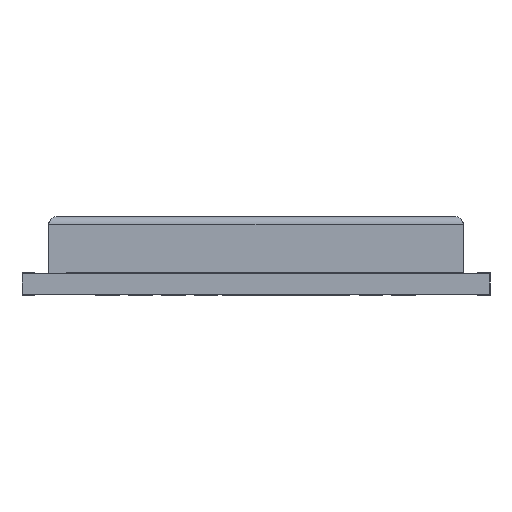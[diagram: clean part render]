
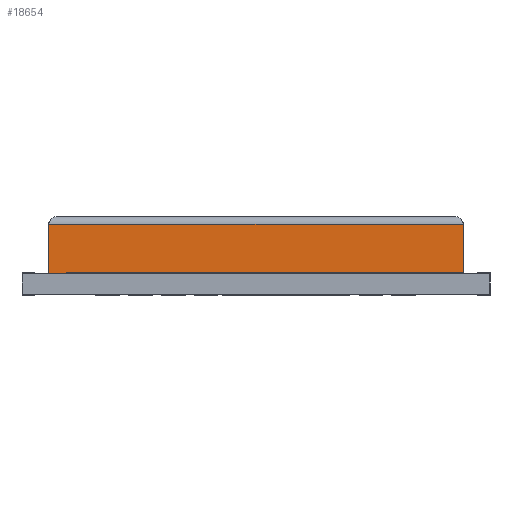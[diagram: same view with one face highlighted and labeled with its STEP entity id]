
A CAD part, front view. The second image highlights one B-rep face of the part: STEP entity #18654.
In plain terms, the highlighted planar face has unit normal (0, -1, 0).
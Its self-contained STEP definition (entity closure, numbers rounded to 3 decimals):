
#697=FACE_OUTER_BOUND('',#1636,.T.);
#1636=EDGE_LOOP('',(#14465,#14466,#14467,#14468,#14469,#14470,#14471,#14472,
#14473,#14474,#14475,#14476));
#2989=LINE('',#26606,#5574);
#2995=LINE('',#26619,#5580);
#3000=LINE('',#26629,#5585);
#3005=LINE('',#26646,#5590);
#3007=LINE('',#26651,#5592);
#3008=LINE('',#26653,#5593);
#3567=LINE('',#27962,#6152);
#3572=LINE('',#27972,#6157);
#3574=LINE('',#27976,#6159);
#3575=LINE('',#27977,#6160);
#3576=LINE('',#27979,#6161);
#3577=LINE('',#27980,#6162);
#5574=VECTOR('',#21704,1.6);
#5580=VECTOR('',#21714,0.035);
#5585=VECTOR('',#21723,0.035);
#5590=VECTOR('',#21744,16.);
#5592=VECTOR('',#21748,0.4);
#5593=VECTOR('',#21749,0.4);
#6152=VECTOR('',#22844,1.9);
#6157=VECTOR('',#22853,1.9);
#6159=VECTOR('',#22857,0.035);
#6160=VECTOR('',#22858,12.9);
#6161=VECTOR('',#22859,0.7);
#6162=VECTOR('',#22860,0.035);
#7836=VERTEX_POINT('',#26603);
#7837=VERTEX_POINT('',#26605);
#7842=VERTEX_POINT('',#26618);
#7845=VERTEX_POINT('',#26628);
#7847=VERTEX_POINT('',#26634);
#7849=VERTEX_POINT('',#26642);
#7850=VERTEX_POINT('',#26648);
#7852=VERTEX_POINT('',#26652);
#8334=VERTEX_POINT('',#27961);
#8337=VERTEX_POINT('',#27971);
#8338=VERTEX_POINT('',#27975);
#8339=VERTEX_POINT('',#27978);
#9921=EDGE_CURVE('',#7836,#7837,#2989,.F.);
#9927=EDGE_CURVE('',#7842,#7836,#2995,.F.);
#9932=EDGE_CURVE('',#7837,#7845,#3000,.T.);
#9941=EDGE_CURVE('',#7849,#7847,#3005,.F.);
#9943=EDGE_CURVE('',#7842,#7850,#3007,.T.);
#9944=EDGE_CURVE('',#7852,#7845,#3008,.T.);
#10579=EDGE_CURVE('',#7847,#8334,#3567,.F.);
#10584=EDGE_CURVE('',#8337,#7849,#3572,.T.);
#10586=EDGE_CURVE('',#8338,#7850,#3574,.T.);
#10587=EDGE_CURVE('',#8337,#8338,#3575,.F.);
#10588=EDGE_CURVE('',#8339,#8334,#3576,.F.);
#10589=EDGE_CURVE('',#7852,#8339,#3577,.F.);
#14465=ORIENTED_EDGE('',*,*,#9927,.F.);
#14466=ORIENTED_EDGE('',*,*,#9943,.T.);
#14467=ORIENTED_EDGE('',*,*,#10586,.F.);
#14468=ORIENTED_EDGE('',*,*,#10587,.F.);
#14469=ORIENTED_EDGE('',*,*,#10584,.T.);
#14470=ORIENTED_EDGE('',*,*,#9941,.T.);
#14471=ORIENTED_EDGE('',*,*,#10579,.T.);
#14472=ORIENTED_EDGE('',*,*,#10588,.F.);
#14473=ORIENTED_EDGE('',*,*,#10589,.F.);
#14474=ORIENTED_EDGE('',*,*,#9944,.T.);
#14475=ORIENTED_EDGE('',*,*,#9932,.F.);
#14476=ORIENTED_EDGE('',*,*,#9921,.F.);
#17446=PLANE('',#19671);
#18654=ADVANCED_FACE('',(#697),#17446,.T.);
#19671=AXIS2_PLACEMENT_3D('',#27974,#22855,#22856);
#21704=DIRECTION('',(1.,0.,0.));
#21714=DIRECTION('',(0.,0.,1.));
#21723=DIRECTION('',(0.,0.,1.));
#21744=DIRECTION('',(1.,0.,0.));
#21748=DIRECTION('',(1.,0.,0.));
#21749=DIRECTION('',(1.,0.,0.));
#22844=DIRECTION('',(0.,0.,1.));
#22853=DIRECTION('',(0.,0.,1.));
#22855=DIRECTION('center_axis',(0.,-1.,0.));
#22856=DIRECTION('ref_axis',(0.,0.,-1.));
#22857=DIRECTION('',(0.,0.,1.));
#22858=DIRECTION('',(1.,0.,0.));
#22859=DIRECTION('',(1.,0.,0.));
#22860=DIRECTION('',(0.,0.,1.));
#26603=CARTESIAN_POINT('',(-5.3,-6.25,0.835));
#26605=CARTESIAN_POINT('',(-6.9,-6.25,0.835));
#26606=CARTESIAN_POINT('',(-6.9,-6.25,0.835));
#26618=CARTESIAN_POINT('',(-5.3,-6.25,0.87));
#26619=CARTESIAN_POINT('',(-5.3,-6.25,0.835));
#26628=CARTESIAN_POINT('',(-6.9,-6.25,0.87));
#26629=CARTESIAN_POINT('',(-6.9,-6.25,0.835));
#26634=CARTESIAN_POINT('',(-8.,-6.25,2.735));
#26642=CARTESIAN_POINT('',(8.,-6.25,2.735));
#26646=CARTESIAN_POINT('',(-8.,-6.25,2.735));
#26648=CARTESIAN_POINT('',(-4.9,-6.25,0.87));
#26651=CARTESIAN_POINT('',(-5.3,-6.25,0.87));
#26652=CARTESIAN_POINT('',(-7.3,-6.25,0.87));
#26653=CARTESIAN_POINT('',(-7.3,-6.25,0.87));
#27961=CARTESIAN_POINT('',(-8.,-6.25,0.835));
#27962=CARTESIAN_POINT('',(-8.,-6.25,0.835));
#27971=CARTESIAN_POINT('',(8.,-6.25,0.835));
#27972=CARTESIAN_POINT('',(8.,-6.25,0.835));
#27974=CARTESIAN_POINT('Origin',(-8.,-6.25,0.835));
#27975=CARTESIAN_POINT('',(-4.9,-6.25,0.835));
#27976=CARTESIAN_POINT('',(-4.9,-6.25,0.835));
#27977=CARTESIAN_POINT('',(-4.9,-6.25,0.835));
#27978=CARTESIAN_POINT('',(-7.3,-6.25,0.835));
#27979=CARTESIAN_POINT('',(-8.,-6.25,0.835));
#27980=CARTESIAN_POINT('',(-7.3,-6.25,0.835));
